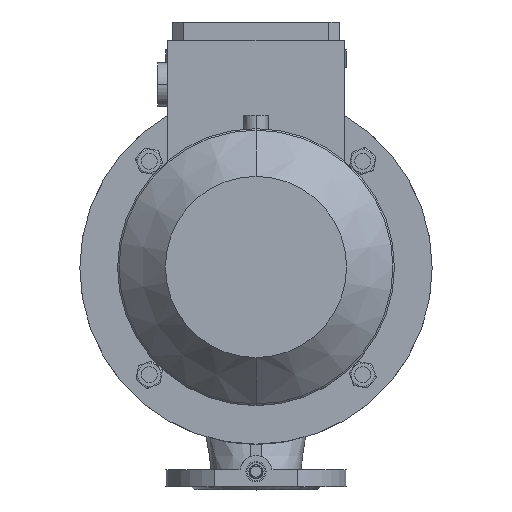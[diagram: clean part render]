
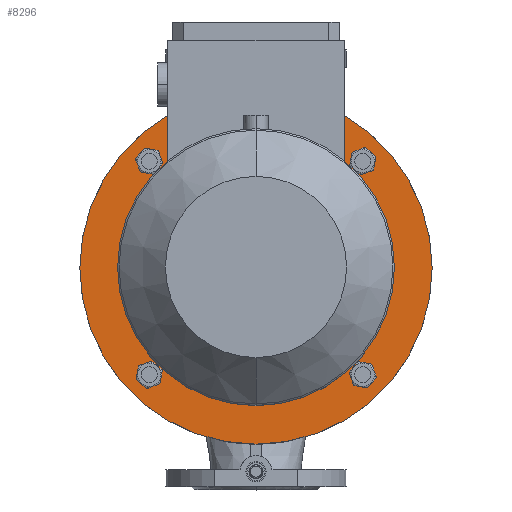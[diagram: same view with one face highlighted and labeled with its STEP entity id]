
A CAD part, top view. The second image highlights one B-rep face of the part: STEP entity #8296.
In plain terms, the highlighted planar face has unit normal (0, 0, 1).
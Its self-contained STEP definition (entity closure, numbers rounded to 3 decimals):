
#424 = CIRCLE ( 'NONE', #22546, 11.4 ) ;
#738 = CARTESIAN_POINT ( 'NONE',  ( 0., 175., 214. ) ) ;
#859 = DIRECTION ( 'NONE',  ( 0., 0., -1. ) ) ;
#1101 = FACE_BOUND ( 'NONE', #34989, .T. ) ;
#1230 = DIRECTION ( 'NONE',  ( 0., -1., 0. ) ) ;
#1440 = CARTESIAN_POINT ( 'NONE',  ( 0., 0., 214. ) ) ;
#1665 = AXIS2_PLACEMENT_3D ( 'NONE', #14507, #20384, #14631 ) ;
#2233 = CIRCLE ( 'NONE', #17993, 11.4 ) ;
#2736 = AXIS2_PLACEMENT_3D ( 'NONE', #12581, #32659, #15813 ) ;
#2984 = VERTEX_POINT ( 'NONE', #31599 ) ;
#3003 = EDGE_CURVE ( 'NONE', #36708, #32979, #15294, .T. ) ;
#3746 = AXIS2_PLACEMENT_3D ( 'NONE', #1440, #24289, #18338 ) ;
#5002 = AXIS2_PLACEMENT_3D ( 'NONE', #26877, #9899, #33078 ) ;
#5093 = FACE_OUTER_BOUND ( 'NONE', #22039, .T. ) ;
#5932 = CARTESIAN_POINT ( 'NONE',  ( 0., 0., 214. ) ) ;
#6294 = CARTESIAN_POINT ( 'NONE',  ( -108.046, -117.293, 214. ) ) ;
#6488 = EDGE_CURVE ( 'NONE', #33546, #32052, #12857, .T. ) ;
#6512 = DIRECTION ( 'NONE',  ( 0., -1., 0. ) ) ;
#7760 = VERTEX_POINT ( 'NONE', #6294 ) ;
#8180 = CIRCLE ( 'NONE', #2736, 11.4 ) ;
#8296 = ADVANCED_FACE ( 'NONE', ( #36164, #1101, #30381, #12644, #11753, #5093 ), #21307, .T. ) ;
#8324 = EDGE_CURVE ( 'NONE', #30659, #25410, #8180, .T. ) ;
#8984 = CARTESIAN_POINT ( 'NONE',  ( 106.066, 106.066, 214. ) ) ;
#9329 = CIRCLE ( 'NONE', #3746, 175. ) ;
#9349 = CARTESIAN_POINT ( 'NONE',  ( -94.839, 104.086, 214. ) ) ;
#9418 = CARTESIAN_POINT ( 'NONE',  ( 0., 0., 214. ) ) ;
#9531 = CARTESIAN_POINT ( 'NONE',  ( 0., 130., 214. ) ) ;
#9533 = EDGE_CURVE ( 'NONE', #14458, #2984, #27178, .T. ) ;
#9600 = CARTESIAN_POINT ( 'NONE',  ( -117.293, 108.046, 214. ) ) ;
#9881 = DIRECTION ( 'NONE',  ( 0., 0., 1. ) ) ;
#9899 = DIRECTION ( 'NONE',  ( 0., 0., 1. ) ) ;
#9909 = DIRECTION ( 'NONE',  ( 0., -1., 0. ) ) ;
#9965 = DIRECTION ( 'NONE',  ( 0., -1., 0. ) ) ;
#9997 = ORIENTED_EDGE ( 'NONE', *, *, #8324, .T. ) ;
#10085 = CIRCLE ( 'NONE', #29488, 11.4 ) ;
#10187 = CARTESIAN_POINT ( 'NONE',  ( 108.046, 117.293, 214. ) ) ;
#10575 = EDGE_CURVE ( 'NONE', #2984, #14458, #19805, .T. ) ;
#11630 = DIRECTION ( 'NONE',  ( 0., 0., -1. ) ) ;
#11753 = FACE_BOUND ( 'NONE', #36470, .T. ) ;
#12155 = DIRECTION ( 'NONE',  ( 0., 1., 0. ) ) ;
#12401 = DIRECTION ( 'NONE',  ( 0., 0., 1. ) ) ;
#12581 = CARTESIAN_POINT ( 'NONE',  ( 106.066, 106.066, 214. ) ) ;
#12644 = FACE_BOUND ( 'NONE', #17181, .T. ) ;
#12652 = CARTESIAN_POINT ( 'NONE',  ( -106.066, 106.066, 214. ) ) ;
#12857 = CIRCLE ( 'NONE', #24120, 11.4 ) ;
#12932 = CARTESIAN_POINT ( 'NONE',  ( 0., 175., 214. ) ) ;
#13410 = AXIS2_PLACEMENT_3D ( 'NONE', #5932, #11630, #17460 ) ;
#14008 = VERTEX_POINT ( 'NONE', #32811 ) ;
#14020 = EDGE_LOOP ( 'NONE', ( #22440, #22717 ) ) ;
#14160 = AXIS2_PLACEMENT_3D ( 'NONE', #12932, #15563, #9965 ) ;
#14458 = VERTEX_POINT ( 'NONE', #9531 ) ;
#14507 = CARTESIAN_POINT ( 'NONE',  ( 0., 0., 214. ) ) ;
#14631 = DIRECTION ( 'NONE',  ( 0., 1., 0. ) ) ;
#15294 = CIRCLE ( 'NONE', #1665, 175. ) ;
#15563 = DIRECTION ( 'NONE',  ( 0., 0., 1. ) ) ;
#15813 = DIRECTION ( 'NONE',  ( 0., -1., 0. ) ) ;
#16407 = DIRECTION ( 'NONE',  ( 0., -1., 0. ) ) ;
#16577 = CARTESIAN_POINT ( 'NONE',  ( -106.066, 106.066, 214. ) ) ;
#16973 = ORIENTED_EDGE ( 'NONE', *, *, #31564, .F. ) ;
#17181 = EDGE_LOOP ( 'NONE', ( #33611, #28995 ) ) ;
#17245 = CARTESIAN_POINT ( 'NONE',  ( 117.293, -108.046, 214. ) ) ;
#17437 = ORIENTED_EDGE ( 'NONE', *, *, #23210, .T. ) ;
#17460 = DIRECTION ( 'NONE',  ( 0., 1., 0. ) ) ;
#17552 = VERTEX_POINT ( 'NONE', #34400 ) ;
#17993 = AXIS2_PLACEMENT_3D ( 'NONE', #21493, #12401, #9909 ) ;
#18056 = AXIS2_PLACEMENT_3D ( 'NONE', #8984, #32045, #6512 ) ;
#18338 = DIRECTION ( 'NONE',  ( 0., 1., 0. ) ) ;
#18683 = CIRCLE ( 'NONE', #18056, 11.4 ) ;
#19743 = ORIENTED_EDGE ( 'NONE', *, *, #9533, .T. ) ;
#19805 = CIRCLE ( 'NONE', #27203, 130. ) ;
#20384 = DIRECTION ( 'NONE',  ( 0., 0., -1. ) ) ;
#21017 = DIRECTION ( 'NONE',  ( 0., 0., -1. ) ) ;
#21307 = PLANE ( 'NONE',  #14160 ) ;
#21493 = CARTESIAN_POINT ( 'NONE',  ( -106.066, -106.066, 214. ) ) ;
#22039 = EDGE_LOOP ( 'NONE', ( #28913, #16973 ) ) ;
#22068 = DIRECTION ( 'NONE',  ( 0., 0., -1. ) ) ;
#22321 = DIRECTION ( 'NONE',  ( 0., -1., 0. ) ) ;
#22440 = ORIENTED_EDGE ( 'NONE', *, *, #35989, .F. ) ;
#22546 = AXIS2_PLACEMENT_3D ( 'NONE', #24041, #9881, #29824 ) ;
#22717 = ORIENTED_EDGE ( 'NONE', *, *, #31000, .F. ) ;
#23210 = EDGE_CURVE ( 'NONE', #25410, #30659, #18683, .T. ) ;
#24021 = ORIENTED_EDGE ( 'NONE', *, *, #10575, .T. ) ;
#24041 = CARTESIAN_POINT ( 'NONE',  ( 106.066, -106.066, 214. ) ) ;
#24055 = EDGE_CURVE ( 'NONE', #17552, #30787, #32353, .T. ) ;
#24120 = AXIS2_PLACEMENT_3D ( 'NONE', #16577, #22068, #22321 ) ;
#24289 = DIRECTION ( 'NONE',  ( 0., 0., -1. ) ) ;
#25410 = VERTEX_POINT ( 'NONE', #25795 ) ;
#25795 = CARTESIAN_POINT ( 'NONE',  ( 104.086, 94.839, 214. ) ) ;
#26386 = EDGE_CURVE ( 'NONE', #32052, #33546, #10085, .T. ) ;
#26406 = CIRCLE ( 'NONE', #34002, 11.4 ) ;
#26812 = ORIENTED_EDGE ( 'NONE', *, *, #6488, .T. ) ;
#26877 = CARTESIAN_POINT ( 'NONE',  ( 106.066, -106.066, 214. ) ) ;
#27178 = CIRCLE ( 'NONE', #13410, 130. ) ;
#27203 = AXIS2_PLACEMENT_3D ( 'NONE', #9418, #859, #12155 ) ;
#28913 = ORIENTED_EDGE ( 'NONE', *, *, #3003, .F. ) ;
#28995 = ORIENTED_EDGE ( 'NONE', *, *, #31531, .F. ) ;
#29488 = AXIS2_PLACEMENT_3D ( 'NONE', #12652, #21017, #1230 ) ;
#29824 = DIRECTION ( 'NONE',  ( 0., -1., 0. ) ) ;
#30381 = FACE_BOUND ( 'NONE', #14020, .T. ) ;
#30659 = VERTEX_POINT ( 'NONE', #10187 ) ;
#30787 = VERTEX_POINT ( 'NONE', #17245 ) ;
#31000 = EDGE_CURVE ( 'NONE', #7760, #14008, #2233, .T. ) ;
#31531 = EDGE_CURVE ( 'NONE', #30787, #17552, #424, .T. ) ;
#31564 = EDGE_CURVE ( 'NONE', #32979, #36708, #9329, .T. ) ;
#31599 = CARTESIAN_POINT ( 'NONE',  ( 0., -130., 214. ) ) ;
#32045 = DIRECTION ( 'NONE',  ( 0., 0., -1. ) ) ;
#32052 = VERTEX_POINT ( 'NONE', #9349 ) ;
#32353 = CIRCLE ( 'NONE', #5002, 11.4 ) ;
#32659 = DIRECTION ( 'NONE',  ( 0., 0., -1. ) ) ;
#32811 = CARTESIAN_POINT ( 'NONE',  ( -104.086, -94.839, 214. ) ) ;
#32979 = VERTEX_POINT ( 'NONE', #33908 ) ;
#33078 = DIRECTION ( 'NONE',  ( 0., -1., 0. ) ) ;
#33511 = CARTESIAN_POINT ( 'NONE',  ( -106.066, -106.066, 214. ) ) ;
#33546 = VERTEX_POINT ( 'NONE', #9600 ) ;
#33611 = ORIENTED_EDGE ( 'NONE', *, *, #24055, .F. ) ;
#33891 = DIRECTION ( 'NONE',  ( 0., 0., 1. ) ) ;
#33908 = CARTESIAN_POINT ( 'NONE',  ( 0., -175., 214. ) ) ;
#34002 = AXIS2_PLACEMENT_3D ( 'NONE', #33511, #33891, #16407 ) ;
#34141 = ORIENTED_EDGE ( 'NONE', *, *, #26386, .T. ) ;
#34400 = CARTESIAN_POINT ( 'NONE',  ( 94.839, -104.086, 214. ) ) ;
#34989 = EDGE_LOOP ( 'NONE', ( #17437, #9997 ) ) ;
#35989 = EDGE_CURVE ( 'NONE', #14008, #7760, #26406, .T. ) ;
#36164 = FACE_BOUND ( 'NONE', #36406, .T. ) ;
#36406 = EDGE_LOOP ( 'NONE', ( #34141, #26812 ) ) ;
#36470 = EDGE_LOOP ( 'NONE', ( #19743, #24021 ) ) ;
#36708 = VERTEX_POINT ( 'NONE', #738 ) ;
